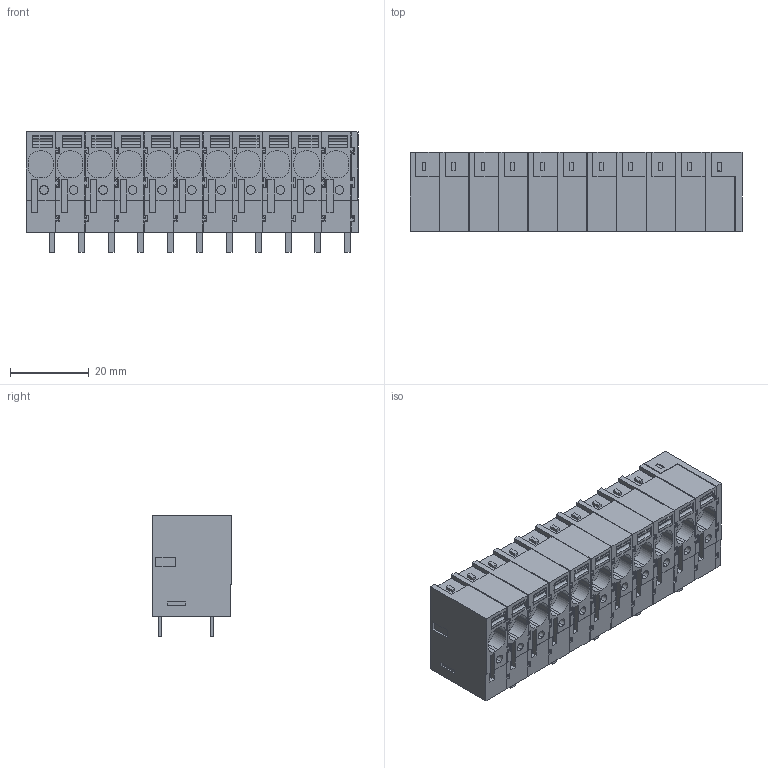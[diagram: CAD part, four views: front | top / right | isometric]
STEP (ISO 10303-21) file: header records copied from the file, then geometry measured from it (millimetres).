
FILE_DESCRIPTION(('CATIA V5R22 STEP214','CAx-IF Rec.Pracs.--- Model Styling and Organization---1.4--- 2014-01-23'),'2;1');
FILE_NAME ('D1462732_2_2473090000_2473090000.stp','2023-04-27T12:23:10+00:00',('none'),('Weidmueller'),'CATIA Version 5-6 Release 2016 SP3 HF44','CATIA V5 STEP AP214','none');
FILE_SCHEMA(('AUTOMOTIVE_DESIGN { 1 0 10303 214 1 1 1 1 }'));
Length unit declared in the file: millimetre
Products named in the file (1): 2473090000
Bounding box: 84.3 x 20.05 x 30.56 mm (x, y, z)
Volume: 37371.2 mm3; surface area: 14929.9 mm2
Topology: 23 solids, 23 shells, 1823 faces, 5177 edges, 3480 vertices
Faces by surface type: plane 1724, cylinder 99
Entity records: 54346 total; most frequent: ORIENTED_EDGE 10354, CARTESIAN_POINT 9390, DIRECTION 6635, EDGE_CURVE 5177, VECTOR 4977, LINE 4977, VERTEX_POINT 3480, EDGE_LOOP 1905
